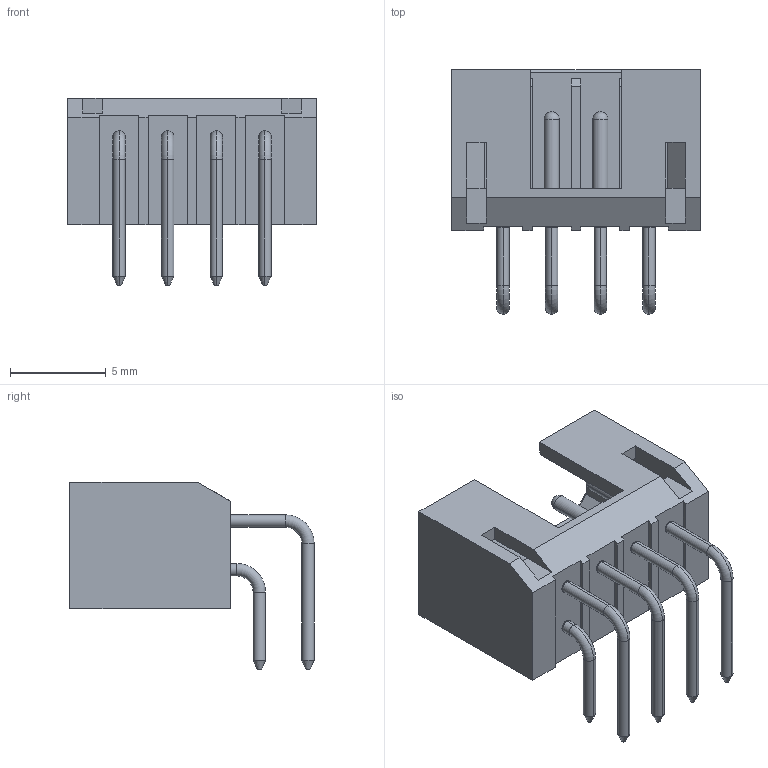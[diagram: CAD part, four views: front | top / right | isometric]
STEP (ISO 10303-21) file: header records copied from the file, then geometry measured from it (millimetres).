
FILE_DESCRIPTION((''),'2;1');
FILE_NAME('F0JL23-S08RD000-01','2023-11-15T',('工程三'),(''),'PRO/ENGINEER BY PARAMETRIC TECHNOLOGY CORPORATION, 2010280','PRO/ENGINEER BY PARAMETRIC TECHNOLOGY CORPORATION, 2010280','');
FILE_SCHEMA(('CONFIG_CONTROL_DESIGN'));
Length unit declared in the file: millimetre
Products named in the file (1): F0JL23-S08RD000-01
Bounding box: 13 x 12.77 x 9.8 mm (x, y, z)
Volume: 362.2 mm3; surface area: 876.4 mm2
Topology: 1 solids, 1 shells, 186 faces, 448 edges, 260 vertices
Faces by surface type: plane 74, cylinder 48, torus 32, sphere 16, cone 16
Entity records: 5446 total; most frequent: CARTESIAN_POINT 1086, DIRECTION 948, ORIENTED_EDGE 864, EDGE_CURVE 432, AXIS2_PLACEMENT_3D 346, VERTEX_POINT 260, VECTOR 256, LINE 256
